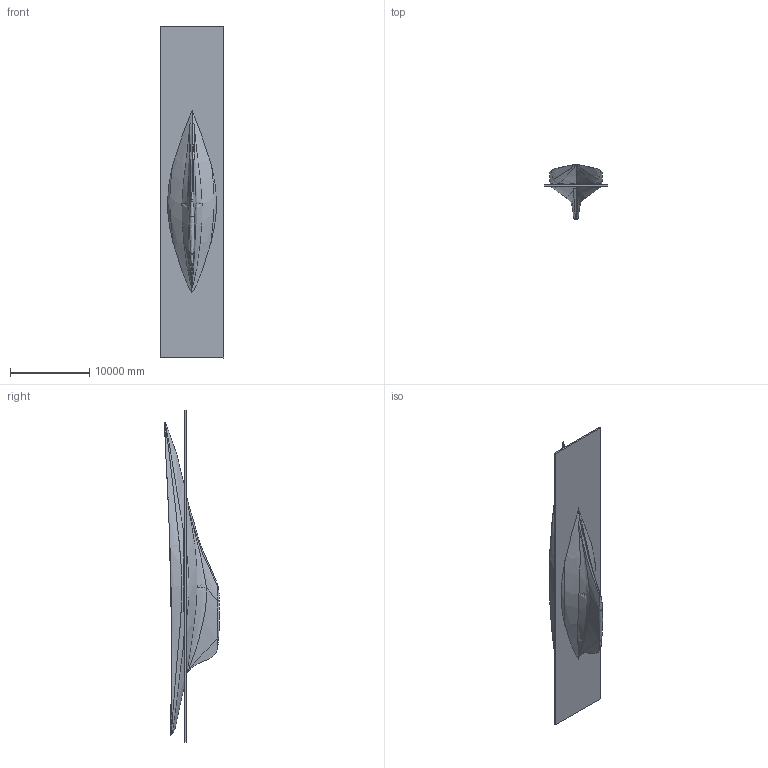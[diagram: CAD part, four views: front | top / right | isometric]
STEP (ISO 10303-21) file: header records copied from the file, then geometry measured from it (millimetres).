
FILE_DESCRIPTION(('OneSpaceDesigner STEP Export'),'2;1');
FILE_NAME('J-Class Endeavour.stp','2022-11-27T 9:54:13',(''),(''),'OneSpace Designer STEP processor for AP214 (Solid Model)','OneSpace Designer 14.50 18-Oct-2006 (C) CoCreate Software GmbH','');
FILE_SCHEMA(('AUTOMOTIVE_DESIGN { 1 0 10303 214 1 1 1 1 }'));
Length unit declared in the file: millimetre
Products named in the file (8): Water; Romp.0; Romp.2; Romp.1; Roer; Hull; 00_160111_Aptilla; J_Class_Endeavour
Assembly tree (7 placements, depth 3):
  J_Class_Endeavour
    00_160111_Aptilla
    Hull
      Roer
      Romp.1
      Romp.2
      Romp.0
    Water
Bounding box: 8009.75 x 6919.15 x 41772.57 mm (x, y, z)
Volume: 79110354140.5 mm3; surface area: 1483025231.9 mm2
Topology: 5 solids, 5 shells, 113 faces, 304 edges, 202 vertices
Faces by surface type: bspline 62, revolution 20, plane 16, cylinder 11, cone 4
Entity records: 31789 total; most frequent: CARTESIAN_POINT 29450, ORIENTED_EDGE 606, EDGE_CURVE 303, VERTEX_POINT 202, DIRECTION 174, B_SPLINE_CURVE_WITH_KNOTS 174, EDGE_LOOP 119, SURFACE_CURVE 114
